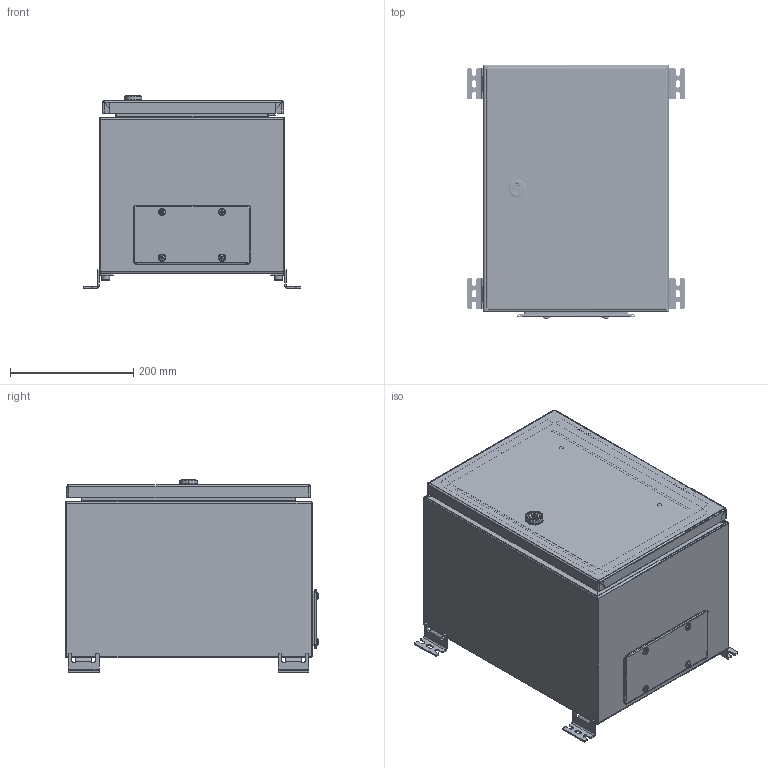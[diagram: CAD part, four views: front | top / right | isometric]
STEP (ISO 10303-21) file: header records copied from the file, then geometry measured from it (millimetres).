
FILE_DESCRIPTION (( 'STEP AP214' ), '1' );
FILE_NAME ('21.030.040.28.STEP', '2024-07-30T03:26:02', ( '' ), ( '' ), 'SwSTEP 2.0', 'SolidWorks 2021', '' );
FILE_SCHEMA (( 'AUTOMOTIVE_DESIGN' ));
Length unit declared in the file: millimetre
Products named in the file (34): 嵑謺麃 瀁蠉澼鍣 094; Âèíò DIN 967 Ì5õ16 ñ ïîëóêðóãëîé ãîëîâêîé ñ êðåñòîîáðàçíûì øëèöåì; Ëåâàÿ ñòåíêà H400D280; 昑 W300H400; Øïèëüêà ïðèâàðíàÿ Ì6õ25; 剒蜲錪_30403583_MESAN; 署赅 W190D90; 小頭螺絲_1; Ïðîêëàäêà êðûøêè ÄÌ W190D90; 扻豵鵨 W300H400D280; 主體_1; Øïèëüêà ïðèâàðíàÿ Ì6õ16; 471.100 Íàñòåííîå êðåïëåíèå; Çàêëåïêà ðåçüáîâàÿ Ì8 øåñòèãðàííàÿ ñ óìåíüøåííûì áîðòîì; 鎖芯_1; 嵑謺麃; Äâåðü W300H400; Ïðàâàÿ ñòåíêà H400D280; Ðåçèíêà øàðíèðà; 昢膼碴鍣 膰豵鵨 W300H400D280; Âòóëêà øàðíèðà; 21.030.040.28; Ïåòëÿ ùèòîâàÿ ïðèâàðíàÿ; Ãàñêåòèíã äâåðè W300H400; 墊片_1; 鐵墊圈_1; Áîëò Ì6õ10 ñ øåñòèãðàííîé ãîëîâêîé ñ ïðåññøàéáîé; Äâåðíîå ïîëîòíî W300H400; Çàêëåïêà ðåçüáîâàÿ Ì5 øåñòèãðàííàÿ ñ óìåíüøåííûì áîðòîì; ﾇ瑟鶴 MS-705-3D; 螺母_1; Ïðîôèëü äâåðíîé H400; 妈眚 DIN 912-󋔊0-Zn; Ãàéêà M6 DIN6923.step
Assembly tree (66 placements, depth 4):
  21.030.040.28
    昢膼碴鍣 膰豵鵨 W300H400D280
      扻豵鵨 W300H400D280
      Ïðàâàÿ ñòåíêà H400D280
      Ëåâàÿ ñòåíêà H400D280
      Øïèëüêà ïðèâàðíàÿ Ì6õ16  x4
      Øïèëüêà ïðèâàðíàÿ Ì6õ25  x4
      Çàêëåïêà ðåçüáîâàÿ Ì8 øåñòèãðàííàÿ ñ óìåíüøåííûì áîðòîì  x4
      Çàêëåïêà ðåçüáîâàÿ Ì5 øåñòèãðàííàÿ ñ óìåíüøåííûì áîðòîì  x4
    Äâåðü W300H400
      Äâåðíîå ïîëîòíî W300H400
      Ãàñêåòèíã äâåðè W300H400
      Ïðîôèëü äâåðíîé H400  x2
      Øïèëüêà ïðèâàðíàÿ Ì6õ16  x2
      Ïåòëÿ ùèòîâàÿ ïðèâàðíàÿ  x2
      ﾇ瑟鶴 MS-705-3D
        主體_1
        鎖芯_1
        墊片_1
        螺母_1
        鐵墊圈_1  x2
        小頭螺絲_1
        剒蜲錪_30403583_MESAN
    嵑謺麃 瀁蠉澼鍣 094  x2
      嵑謺麃
      Âòóëêà øàðíèðà
      Ðåçèíêà øàðíèðà
    昑 W300H400
    Ãàéêà M6 DIN6923.step  x4
    署赅 W190D90
    Âèíò DIN 967 Ì5õ16 ñ ïîëóêðóãëîé ãîëîâêîé ñ êðåñòîîáðàçíûì øëèöåì  x4
    471.100 Íàñòåííîå êðåïëåíèå  x4
    妈眚 DIN 912-󋔊0-Zn  x4
    Áîëò Ì6õ10 ñ øåñòèãðàííîé ãîëîâêîé ñ ïðåññøàéáîé  x4
    Ïðîêëàäêà êðûøêè ÄÌ W190D90
Bounding box: 352 x 411.09 x 311.6 mm (x, y, z)
Volume: 1401103.1 mm3; surface area: 1774343.5 mm2
Topology: 64 solids, 64 shells, 2824 faces, 7151 edges, 4485 vertices
Faces by surface type: plane 1168, cylinder 1085, bspline 244, cone 197, torus 112, sphere 18
Entity records: 68727 total; most frequent: CARTESIAN_POINT 26956, ORIENTED_EDGE 7904, DIRECTION 6509, EDGE_CURVE 3952, VERTEX_POINT 2486, AXIS2_PLACEMENT_3D 2269, LINE 1971, VECTOR 1971
